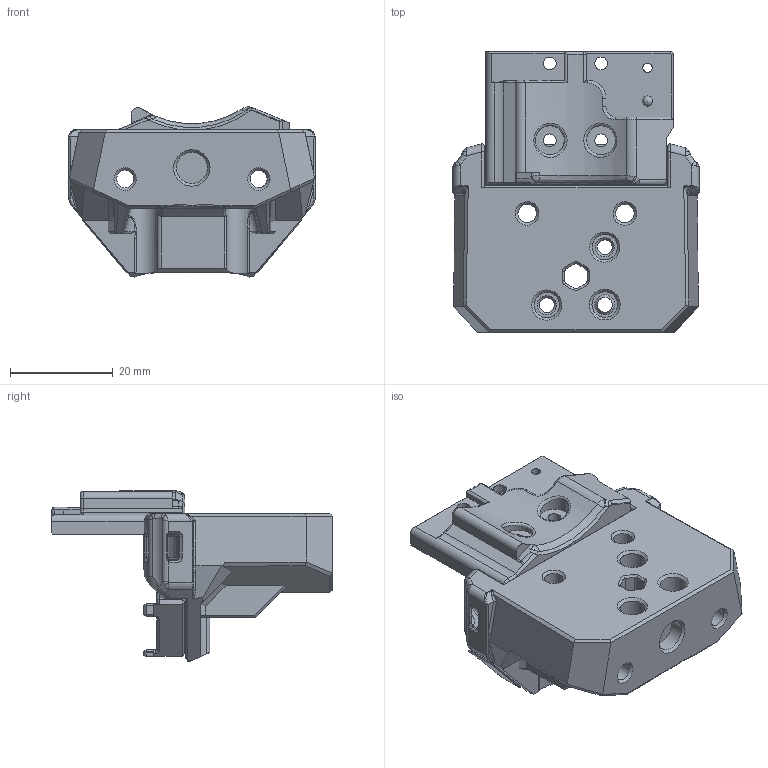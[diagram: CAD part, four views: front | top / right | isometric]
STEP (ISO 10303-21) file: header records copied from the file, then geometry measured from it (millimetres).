
FILE_DESCRIPTION(/* description */ (''),/* implementation_level */ '2;1');
FILE_NAME(/* name */ 'MGN9C Top.step',/* time_stamp */ '2022-02-28T21:52:51-08:00',/* author */ (''),/* organization */ (''),/* preprocessor_version */ 'ST-DEVELOPER v18.1',/* originating_system */ 'Autodesk Translation Framework v10.13.0.1454',/* authorisation */ '');
FILE_SCHEMA (('AUTOMOTIVE_DESIGN { 1 0 10303 214 3 1 1 }'));
Length unit declared in the file: millimetre
Products named in the file (2): MGN9C Top; Hardware (2)
Assembly tree (1 placements, depth 2):
  MGN9C Top
    Hardware (2)
Bounding box: 48.04 x 54.74 x 33.19 mm (x, y, z)
Volume: 28133.8 mm3; surface area: 13497.7 mm2
Topology: 2 solids, 2 shells, 748 faces, 1942 edges, 1185 vertices
Faces by surface type: plane 332, cylinder 178, bspline 138, cone 54, torus 42, sphere 4
Full cylindrical faces by diameter (mm): 1.8 x1, 2.5 x4, 2.9 x3, 3.2 x2, 3.4 x4, 3.6 x2, 4.6 x2, 5 x3, 5.6 x2, 5.65 x2, 6 x2, 6.1 x2
Entity records: 36387 total; most frequent: CARTESIAN_POINT 18572, ORIENTED_EDGE 3854, DIRECTION 3495, EDGE_CURVE 1927, AXIS2_PLACEMENT_3D 1212, VERTEX_POINT 1185, LINE 1071, VECTOR 1071
